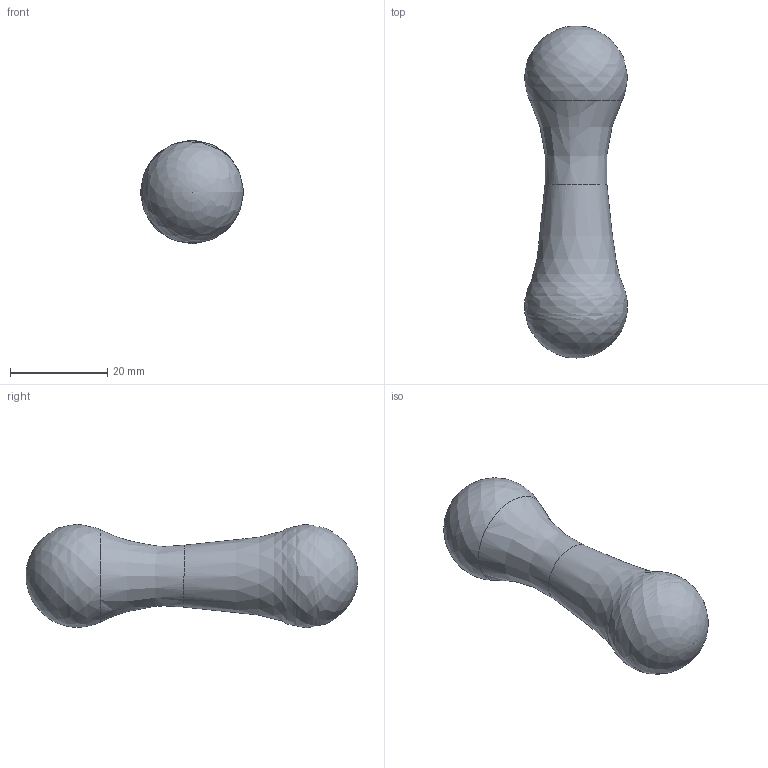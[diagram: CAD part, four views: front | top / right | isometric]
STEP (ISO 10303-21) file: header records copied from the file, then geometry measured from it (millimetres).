
FILE_DESCRIPTION(/* description */ (''),/* implementation_level */ '2;1');
FILE_NAME(/* name */ 'GeoffLeg v3.step',/* time_stamp */ '2018-10-25T12:44:30-05:00',/* author */ (''),/* organization */ (''),/* preprocessor_version */ 'ST-DEVELOPER v17.2',/* originating_system */ 'Autodesk Translation Framework v7.6.0.251',/* authorisation */ '');
FILE_SCHEMA (('AUTOMOTIVE_DESIGN { 1 0 10303 214 3 1 1 }'));
Length unit declared in the file: millimetre
Products named in the file (1): GoogleLeg
Bounding box: 21.21 x 68.39 x 21.28 mm (x, y, z)
Volume: 14615.3 mm3; surface area: 3825.4 mm2
Topology: 1 solids, 1 shells, 3 faces, 9 edges, 6 vertices
Faces by surface type: bspline 3
Entity records: 662 total; most frequent: CARTESIAN_POINT 566, ORIENTED_EDGE 14, EDGE_CURVE 7, B_SPLINE_CURVE_WITH_KNOTS 6, VERTEX_POINT 6, DIRECTION 4, FACE_OUTER_BOUND 3, EDGE_LOOP 3
